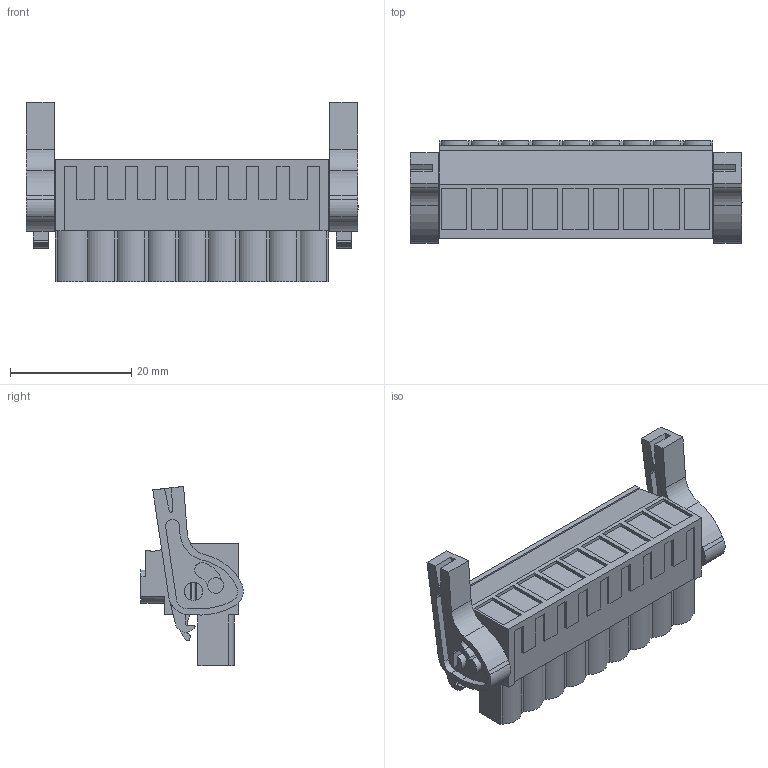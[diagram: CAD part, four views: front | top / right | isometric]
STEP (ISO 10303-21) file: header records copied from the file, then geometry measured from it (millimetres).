
FILE_DESCRIPTION(('CATIA V5 STEP Exchange','CAx-IF Rec.Pracs.--- Model Styling and Organization---1.2---2011-12-15'),'2;1');
FILE_NAME ('D1460380_0_1956300000_1956300000.stp','2017-05-31T13:06:06+00:00',('none'),('Weidmueller'),'CATIA Version 5-6 Release 2014','CATIA V5 STEP AP214','none');
FILE_SCHEMA(('AUTOMOTIVE_DESIGN { 1 0 10303 214 1 1 1 1 }'));
Length unit declared in the file: millimetre
Products named in the file (1): 1956300000
Bounding box: 54.7 x 16.89 x 29.52 mm (x, y, z)
Volume: 10060.3 mm3; surface area: 6741.4 mm2
Topology: 12 solids, 12 shells, 704 faces, 1996 edges, 1362 vertices
Faces by surface type: plane 525, cylinder 177, extrusion 2
Entity records: 22299 total; most frequent: CARTESIAN_POINT 4191, ORIENTED_EDGE 3992, DIRECTION 2951, EDGE_CURVE 1996, VECTOR 1569, LINE 1567, VERTEX_POINT 1362, AXIS2_PLACEMENT_3D 883
